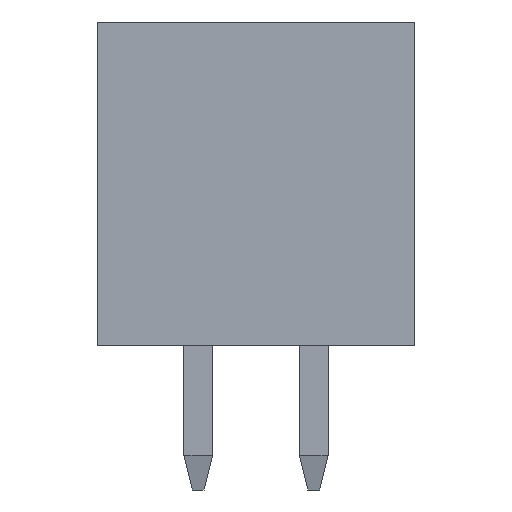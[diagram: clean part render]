
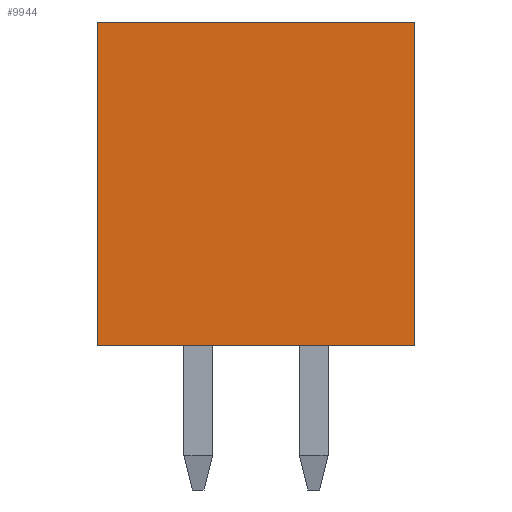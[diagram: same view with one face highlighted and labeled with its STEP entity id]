
A CAD part, left-side view. The second image highlights one B-rep face of the part: STEP entity #9944.
In plain terms, the highlighted planar face has unit normal (-1, 0, 0).
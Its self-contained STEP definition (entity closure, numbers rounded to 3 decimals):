
#1649=ORIENTED_EDGE('',*,*,#3767,.F.);
#1650=ORIENTED_EDGE('',*,*,#3099,.F.);
#1651=ORIENTED_EDGE('',*,*,#3200,.T.);
#1652=ORIENTED_EDGE('',*,*,#4050,.T.);
#3099=EDGE_CURVE('',#4503,#4504,#5435,.T.);
#3200=EDGE_CURVE('',#4503,#4603,#5536,.T.);
#3767=EDGE_CURVE('',#4504,#5041,#6103,.T.);
#4050=EDGE_CURVE('',#4603,#5041,#6386,.T.);
#4503=VERTEX_POINT('',#13419);
#4504=VERTEX_POINT('',#13421);
#4603=VERTEX_POINT('',#13621);
#5041=VERTEX_POINT('',#14713);
#5435=LINE('',#13420,#6839);
#5536=LINE('',#13622,#6940);
#6103=LINE('',#14712,#7507);
#6386=LINE('',#15277,#7790);
#6839=VECTOR('',#10882,1000.);
#6940=VECTOR('',#10985,1000.);
#7507=VECTOR('',#11724,1000.);
#7790=VECTOR('',#12193,1000.);
#8380=EDGE_LOOP('',(#1649,#1650,#1651,#1652));
#8946=FACE_BOUND('',#8380,.T.);
#9467=PLANE('',#10448);
#9944=ADVANCED_FACE('',(#8946),#9467,.T.);
#10448=AXIS2_PLACEMENT_3D('',#15285,#12198,#12199);
#10882=DIRECTION('',(0.,1.,0.));
#10985=DIRECTION('',(0.,0.,1.));
#11724=DIRECTION('',(0.,0.,1.));
#12193=DIRECTION('',(0.,1.,0.));
#12198=DIRECTION('',(-1.,0.,0.));
#12199=DIRECTION('',(0.,0.,1.));
#13419=CARTESIAN_POINT('',(-25.6,-2.75,-2.8));
#13420=CARTESIAN_POINT('',(-25.6,-2.75,-2.8));
#13421=CARTESIAN_POINT('',(-25.6,2.75,-2.8));
#13621=CARTESIAN_POINT('',(-25.6,-2.75,2.8));
#13622=CARTESIAN_POINT('',(-25.6,-2.75,-2.8));
#14712=CARTESIAN_POINT('',(-25.6,2.75,-2.8));
#14713=CARTESIAN_POINT('',(-25.6,2.75,2.8));
#15277=CARTESIAN_POINT('',(-25.6,-2.75,2.8));
#15285=CARTESIAN_POINT('',(-25.6,-2.75,-2.8));
